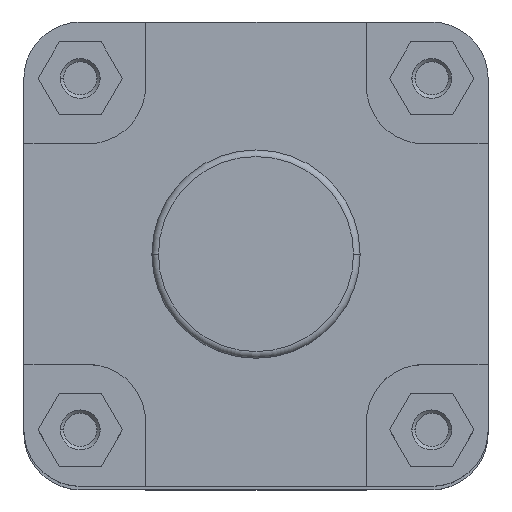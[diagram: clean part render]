
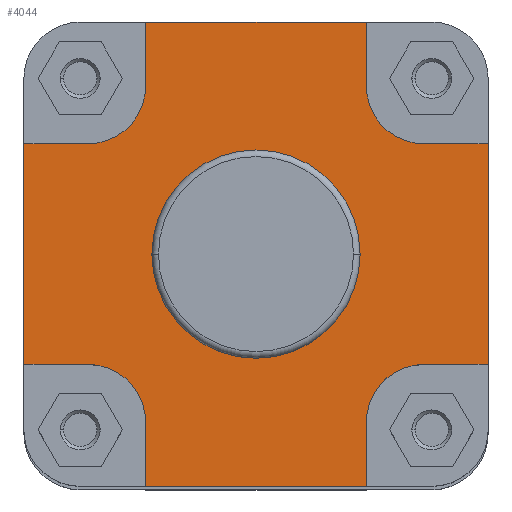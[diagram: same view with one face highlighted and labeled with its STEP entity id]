
A CAD part, top view. The second image highlights one B-rep face of the part: STEP entity #4044.
In plain terms, the highlighted planar face has unit normal (0, 0, 1).
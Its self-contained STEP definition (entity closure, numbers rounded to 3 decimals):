
#84 = EDGE_CURVE ( 'NONE', #2833, #3086, #2222, .T. ) ;
#131 = EDGE_CURVE ( 'NONE', #2879, #2946, #2302, .T. ) ;
#133 = EDGE_CURVE ( 'NONE', #2951, #2839, #2307, .T. ) ;
#134 = EDGE_CURVE ( 'NONE', #3086, #2833, #2311, .T. ) ;
#136 = EDGE_CURVE ( 'NONE', #2839, #3070, #2314, .T. ) ;
#137 = EDGE_CURVE ( 'NONE', #3070, #2946, #2313, .T. ) ;
#138 = EDGE_CURVE ( 'NONE', #2951, #2956, #2310, .T. ) ;
#139 = EDGE_CURVE ( 'NONE', #2872, #2956, #2317, .T. ) ;
#140 = EDGE_CURVE ( 'NONE', #3068, #2872, #2322, .T. ) ;
#141 = EDGE_CURVE ( 'NONE', #2903, #3068, #2321, .T. ) ;
#142 = EDGE_CURVE ( 'NONE', #2832, #2903, #2320, .T. ) ;
#143 = EDGE_CURVE ( 'NONE', #2843, #2832, #2319, .T. ) ;
#144 = EDGE_CURVE ( 'NONE', #2900, #2843, #2329, .T. ) ;
#145 = EDGE_CURVE ( 'NONE', #3097, #2900, #2328, .T. ) ;
#146 = EDGE_CURVE ( 'NONE', #2813, #3097, #2327, .T. ) ;
#147 = EDGE_CURVE ( 'NONE', #3090, #2813, #2326, .T. ) ;
#148 = EDGE_CURVE ( 'NONE', #2831, #3090, #2336, .T. ) ;
#149 = EDGE_CURVE ( 'NONE', #2879, #2831, #2335, .T. ) ;
#588 = AXIS2_PLACEMENT_3D ( 'NONE', #1370, #1369, #1424 ) ;
#596 = AXIS2_PLACEMENT_3D ( 'NONE', #3458, #3437, #3450 ) ;
#597 = AXIS2_PLACEMENT_3D ( 'NONE', #3513, #3453, #3441 ) ;
#598 = AXIS2_PLACEMENT_3D ( 'NONE', #3560, #3524, #3531 ) ;
#599 = AXIS2_PLACEMENT_3D ( 'NONE', #3538, #3670, #3537 ) ;
#600 = AXIS2_PLACEMENT_3D ( 'NONE', #3571, #3365, #3366 ) ;
#1030 = AXIS2_PLACEMENT_3D ( 'NONE', #7177, #7200, #7201 ) ;
#1369 = DIRECTION ( 'NONE',  ( 0., 0., 1. ) ) ;
#1370 = CARTESIAN_POINT ( 'NONE',  ( 0., 0., -6. ) ) ;
#1424 = DIRECTION ( 'NONE',  ( 1., 0., 0. ) ) ;
#2008 = ORIENTED_EDGE ( 'NONE', *, *, #149, .F. ) ;
#2009 = ORIENTED_EDGE ( 'NONE', *, *, #148, .F. ) ;
#2010 = ORIENTED_EDGE ( 'NONE', *, *, #147, .F. ) ;
#2011 = ORIENTED_EDGE ( 'NONE', *, *, #146, .F. ) ;
#2012 = ORIENTED_EDGE ( 'NONE', *, *, #145, .F. ) ;
#2013 = ORIENTED_EDGE ( 'NONE', *, *, #144, .F. ) ;
#2014 = ORIENTED_EDGE ( 'NONE', *, *, #143, .F. ) ;
#2015 = ORIENTED_EDGE ( 'NONE', *, *, #142, .F. ) ;
#2016 = ORIENTED_EDGE ( 'NONE', *, *, #141, .F. ) ;
#2017 = ORIENTED_EDGE ( 'NONE', *, *, #140, .F. ) ;
#2018 = ORIENTED_EDGE ( 'NONE', *, *, #139, .F. ) ;
#2019 = ORIENTED_EDGE ( 'NONE', *, *, #138, .T. ) ;
#2020 = ORIENTED_EDGE ( 'NONE', *, *, #133, .F. ) ;
#2021 = ORIENTED_EDGE ( 'NONE', *, *, #136, .F. ) ;
#2022 = ORIENTED_EDGE ( 'NONE', *, *, #137, .F. ) ;
#2023 = ORIENTED_EDGE ( 'NONE', *, *, #131, .T. ) ;
#2024 = ORIENTED_EDGE ( 'NONE', *, *, #134, .F. ) ;
#2025 = ORIENTED_EDGE ( 'NONE', *, *, #84, .F. ) ;
#2222 = CIRCLE ( 'NONE', #588, 31.4 ) ;
#2302 = LINE ( 'NONE', #3360, #2306 ) ;
#2305 = VECTOR ( 'NONE', #3459, 1000. ) ;
#2306 = VECTOR ( 'NONE', #3445, 1000. ) ;
#2307 = LINE ( 'NONE', #3438, #2305 ) ;
#2308 = VECTOR ( 'NONE', #3528, 1000. ) ;
#2310 = LINE ( 'NONE', #3452, #2315 ) ;
#2311 = CIRCLE ( 'NONE', #596, 31.4 ) ;
#2313 = LINE ( 'NONE', #3363, #2308 ) ;
#2314 = CIRCLE ( 'NONE', #597, 17.5 ) ;
#2315 = VECTOR ( 'NONE', #3358, 1000. ) ;
#2316 = VECTOR ( 'NONE', #3261, 1000. ) ;
#2317 = LINE ( 'NONE', #3515, #2318 ) ;
#2318 = VECTOR ( 'NONE', #3369, 1000. ) ;
#2319 = LINE ( 'NONE', #3569, #2324 ) ;
#2320 = LINE ( 'NONE', #3516, #2323 ) ;
#2321 = LINE ( 'NONE', #3277, #2316 ) ;
#2322 = CIRCLE ( 'NONE', #600, 17.5 ) ;
#2323 = VECTOR ( 'NONE', #3255, 1000. ) ;
#2324 = VECTOR ( 'NONE', #3288, 1000. ) ;
#2325 = VECTOR ( 'NONE', #3536, 1000. ) ;
#2326 = LINE ( 'NONE', #3664, #2332 ) ;
#2327 = LINE ( 'NONE', #3666, #2330 ) ;
#2328 = LINE ( 'NONE', #3283, #2325 ) ;
#2329 = CIRCLE ( 'NONE', #599, 17.5 ) ;
#2330 = VECTOR ( 'NONE', #3549, 1000. ) ;
#2332 = VECTOR ( 'NONE', #3518, 1000. ) ;
#2333 = VECTOR ( 'NONE', #3526, 1000. ) ;
#2335 = LINE ( 'NONE', #3550, #2333 ) ;
#2336 = CIRCLE ( 'NONE', #598, 17.5 ) ;
#2813 = VERTEX_POINT ( 'NONE', #5009 ) ;
#2831 = VERTEX_POINT ( 'NONE', #5026 ) ;
#2832 = VERTEX_POINT ( 'NONE', #5027 ) ;
#2833 = VERTEX_POINT ( 'NONE', #5028 ) ;
#2839 = VERTEX_POINT ( 'NONE', #5034 ) ;
#2843 = VERTEX_POINT ( 'NONE', #5038 ) ;
#2872 = VERTEX_POINT ( 'NONE', #5067 ) ;
#2879 = VERTEX_POINT ( 'NONE', #5074 ) ;
#2900 = VERTEX_POINT ( 'NONE', #5095 ) ;
#2903 = VERTEX_POINT ( 'NONE', #5098 ) ;
#2946 = VERTEX_POINT ( 'NONE', #5141 ) ;
#2951 = VERTEX_POINT ( 'NONE', #5146 ) ;
#2956 = VERTEX_POINT ( 'NONE', #5148 ) ;
#3068 = VERTEX_POINT ( 'NONE', #5231 ) ;
#3070 = VERTEX_POINT ( 'NONE', #5233 ) ;
#3086 = VERTEX_POINT ( 'NONE', #5249 ) ;
#3090 = VERTEX_POINT ( 'NONE', #5253 ) ;
#3097 = VERTEX_POINT ( 'NONE', #5260 ) ;
#3255 = DIRECTION ( 'NONE',  ( 0., -1., 0. ) ) ;
#3261 = DIRECTION ( 'NONE',  ( -1., 0., 0. ) ) ;
#3277 = CARTESIAN_POINT ( 'NONE',  ( 50.75, -33.25, -6. ) ) ;
#3283 = CARTESIAN_POINT ( 'NONE',  ( 33.25, 50.75, -6. ) ) ;
#3288 = DIRECTION ( 'NONE',  ( 1., 0., 0. ) ) ;
#3358 = DIRECTION ( 'NONE',  ( 1., 0., 0. ) ) ;
#3360 = CARTESIAN_POINT ( 'NONE',  ( -70., -154.141, -6. ) ) ;
#3363 = CARTESIAN_POINT ( 'NONE',  ( -70., -33.25, -6. ) ) ;
#3365 = DIRECTION ( 'NONE',  ( 0., 0., 1. ) ) ;
#3366 = DIRECTION ( 'NONE',  ( -1., 0., 0. ) ) ;
#3369 = DIRECTION ( 'NONE',  ( 0., -1., 0. ) ) ;
#3437 = DIRECTION ( 'NONE',  ( 0., 0., 1. ) ) ;
#3438 = CARTESIAN_POINT ( 'NONE',  ( -33.25, -50.75, -6. ) ) ;
#3441 = DIRECTION ( 'NONE',  ( -1., 0., 0. ) ) ;
#3445 = DIRECTION ( 'NONE',  ( 0., -1., 0. ) ) ;
#3450 = DIRECTION ( 'NONE',  ( 1., 0., 0. ) ) ;
#3452 = CARTESIAN_POINT ( 'NONE',  ( 0., -70., -6. ) ) ;
#3453 = DIRECTION ( 'NONE',  ( 0., 0., 1. ) ) ;
#3458 = CARTESIAN_POINT ( 'NONE',  ( 0., 0., -6. ) ) ;
#3459 = DIRECTION ( 'NONE',  ( 0., 1., 0. ) ) ;
#3513 = CARTESIAN_POINT ( 'NONE',  ( -50.75, -50.75, -6. ) ) ;
#3515 = CARTESIAN_POINT ( 'NONE',  ( 33.25, -70., -6. ) ) ;
#3516 = CARTESIAN_POINT ( 'NONE',  ( 70., -154.141, -6. ) ) ;
#3518 = DIRECTION ( 'NONE',  ( 0., 1., 0. ) ) ;
#3524 = DIRECTION ( 'NONE',  ( 0., 0., 1. ) ) ;
#3526 = DIRECTION ( 'NONE',  ( 1., 0., 0. ) ) ;
#3528 = DIRECTION ( 'NONE',  ( -1., 0., 0. ) ) ;
#3531 = DIRECTION ( 'NONE',  ( -1., 0., 0. ) ) ;
#3536 = DIRECTION ( 'NONE',  ( 0., -1., 0. ) ) ;
#3537 = DIRECTION ( 'NONE',  ( -1., 0., 0. ) ) ;
#3538 = CARTESIAN_POINT ( 'NONE',  ( 50.75, 50.75, -6. ) ) ;
#3549 = DIRECTION ( 'NONE',  ( 1., 0., 0. ) ) ;
#3550 = CARTESIAN_POINT ( 'NONE',  ( -50.75, 33.25, -6. ) ) ;
#3560 = CARTESIAN_POINT ( 'NONE',  ( -50.75, 50.75, -6. ) ) ;
#3569 = CARTESIAN_POINT ( 'NONE',  ( 70., 33.25, -6. ) ) ;
#3571 = CARTESIAN_POINT ( 'NONE',  ( 50.75, -50.75, -6. ) ) ;
#3664 = CARTESIAN_POINT ( 'NONE',  ( -33.25, 70., -6. ) ) ;
#3666 = CARTESIAN_POINT ( 'NONE',  ( 0., 70., -6. ) ) ;
#3670 = DIRECTION ( 'NONE',  ( 0., 0., 1. ) ) ;
#3686 = EDGE_LOOP ( 'NONE', ( #2023, #2022, #2021, #2020, #2019, #2018, #2017, #2016, #2015, #2014, #2013, #2012, #2011, #2010, #2009, #2008 ) ) ;
#3727 = EDGE_LOOP ( 'NONE', ( #2025, #2024 ) ) ;
#4044 = ADVANCED_FACE ( 'NONE', ( #6338, #6337 ), #7199, .F. ) ;
#5009 = CARTESIAN_POINT ( 'NONE',  ( -33.25, 70., -6. ) ) ;
#5026 = CARTESIAN_POINT ( 'NONE',  ( -50.75, 33.25, -6. ) ) ;
#5027 = CARTESIAN_POINT ( 'NONE',  ( 70., 33.25, -6. ) ) ;
#5028 = CARTESIAN_POINT ( 'NONE',  ( 31.4, 0., -6. ) ) ;
#5034 = CARTESIAN_POINT ( 'NONE',  ( -33.25, -50.75, -6. ) ) ;
#5038 = CARTESIAN_POINT ( 'NONE',  ( 50.75, 33.25, -6. ) ) ;
#5067 = CARTESIAN_POINT ( 'NONE',  ( 33.25, -50.75, -6. ) ) ;
#5074 = CARTESIAN_POINT ( 'NONE',  ( -70., 33.25, -6. ) ) ;
#5095 = CARTESIAN_POINT ( 'NONE',  ( 33.25, 50.75, -6. ) ) ;
#5098 = CARTESIAN_POINT ( 'NONE',  ( 70., -33.25, -6. ) ) ;
#5141 = CARTESIAN_POINT ( 'NONE',  ( -70., -33.25, -6. ) ) ;
#5146 = CARTESIAN_POINT ( 'NONE',  ( -33.25, -70., -6. ) ) ;
#5148 = CARTESIAN_POINT ( 'NONE',  ( 33.25, -70., -6. ) ) ;
#5231 = CARTESIAN_POINT ( 'NONE',  ( 50.75, -33.25, -6. ) ) ;
#5233 = CARTESIAN_POINT ( 'NONE',  ( -50.75, -33.25, -6. ) ) ;
#5249 = CARTESIAN_POINT ( 'NONE',  ( -31.4, 0., -6. ) ) ;
#5253 = CARTESIAN_POINT ( 'NONE',  ( -33.25, 50.75, -6. ) ) ;
#5260 = CARTESIAN_POINT ( 'NONE',  ( 33.25, 70., -6. ) ) ;
#6337 = FACE_OUTER_BOUND ( 'NONE', #3686, .T. ) ;
#6338 = FACE_BOUND ( 'NONE', #3727, .T. ) ;
#7177 = CARTESIAN_POINT ( 'NONE',  ( 0., 31.4, -6. ) ) ;
#7199 = PLANE ( 'NONE',  #1030 ) ;
#7200 = DIRECTION ( 'NONE',  ( 0., 0., -1. ) ) ;
#7201 = DIRECTION ( 'NONE',  ( -1., 0., 0. ) ) ;
